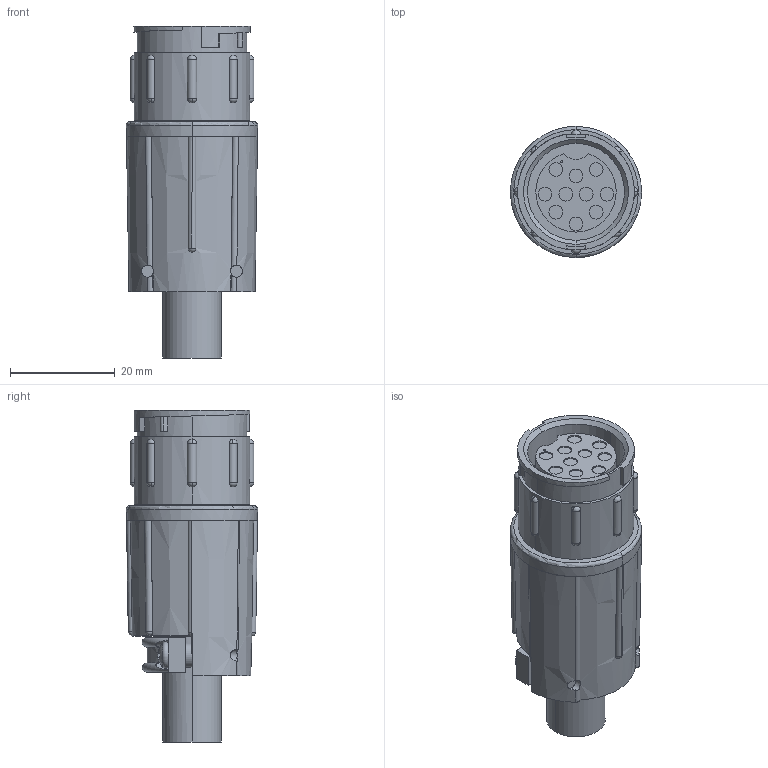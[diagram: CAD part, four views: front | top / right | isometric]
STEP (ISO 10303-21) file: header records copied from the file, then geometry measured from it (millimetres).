
FILE_DESCRIPTION (( 'STEP AP203' ), '1' );
FILE_NAME ('15380-10SG-331.STEP', '2015-11-18T21:55:33', ( '' ), ( '' ), 'SwSTEP 2.0', 'SolidWorks 2014', '' );
FILE_SCHEMA (( 'CONFIG_CONTROL_DESIGN' ));
Length unit declared in the file: inch
Products named in the file (1): 15380-10SG-331
Bounding box: 25.1 x 25.1 x 63.5 mm (x, y, z)
Volume: 20905 mm3; surface area: 6692.5 mm2
Topology: 1 solids, 1 shells, 252 faces, 628 edges, 404 vertices
Faces by surface type: plane 104, cylinder 87, torus 38, sphere 9, cone 8, bspline 6
Entity records: 9428 total; most frequent: CARTESIAN_POINT 3492, ORIENTED_EDGE 1252, DIRECTION 1206, EDGE_CURVE 626, AXIS2_PLACEMENT_3D 489, VERTEX_POINT 404, EDGE_LOOP 284, FACE_OUTER_BOUND 252
